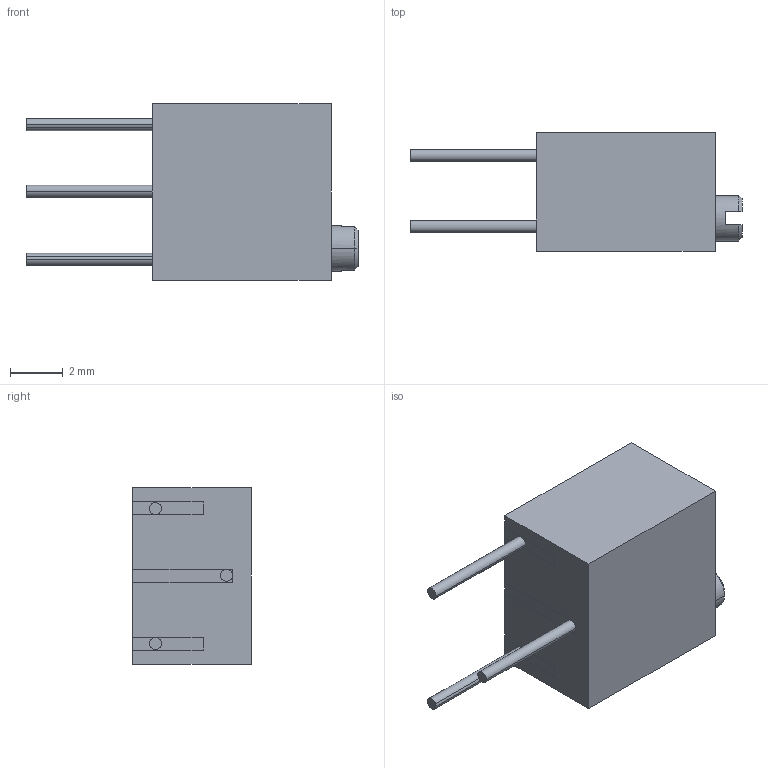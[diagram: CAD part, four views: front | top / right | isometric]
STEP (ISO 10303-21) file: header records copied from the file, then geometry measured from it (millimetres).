
FILE_DESCRIPTION(('STEP AP242'),'1');
FILE_NAME('3262w-1-103lf.stp','2018-10-29T11:30:25',('TraceParts'),('TraceParts S.A.'),'Spatial InterOp 3D',' ',' ');
FILE_SCHEMA(('AP242_MANAGED_MODEL_BASED_3D_ENGINEERING_MIM_LF {1 0 10303 442 1 1 4}'));
Length unit declared in the file: millimetre
Products named in the file (1): 3262w-1-103lf_1
Bounding box: 12.58 x 4.5 x 6.71 mm (x, y, z)
Volume: 366.7 mm3; surface area: 528.3 mm2
Topology: 7 solids, 7 shells, 200 faces, 483 edges, 297 vertices
Faces by surface type: plane 109, cylinder 54, torus 18, bspline 13, cone 6
Entity records: 6338 total; most frequent: CARTESIAN_POINT 1622, DIRECTION 1009, ORIENTED_EDGE 948, EDGE_CURVE 474, AXIS2_PLACEMENT_3D 356, VERTEX_POINT 297, LINE 297, VECTOR 297
